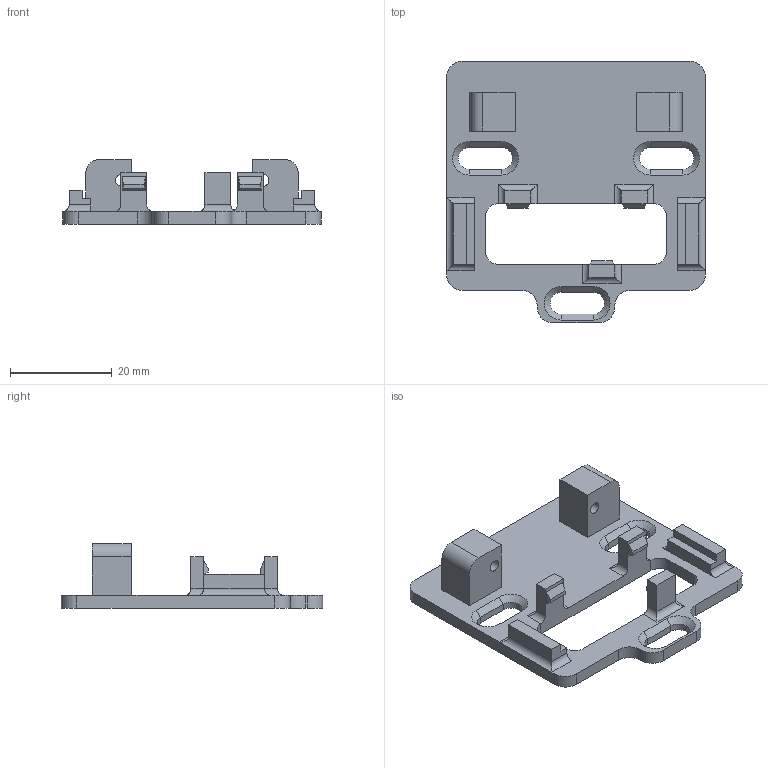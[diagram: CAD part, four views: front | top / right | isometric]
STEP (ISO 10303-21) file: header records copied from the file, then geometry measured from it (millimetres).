
FILE_DESCRIPTION(/* description */ (''),/* implementation_level */ '2;1');
FILE_NAME(/* name */ 'Servo.MountD.stp',/* time_stamp */ '2016-03-31T09:04:16-06:00',/* author */ (''),/* organization */ (''),/* preprocessor_version */ 'ST-DEVELOPER v16.2',/* originating_system */ 'Autodesk Translation Framework v4.3.0.3010',/* authorisation */ '');
FILE_SCHEMA (('AUTOMOTIVE_DESIGN { 1 0 10303 214 3 1 1 }'));
Length unit declared in the file: centimetre
Products named in the file (1): Mount D
Bounding box: 50.8 x 51.31 x 12.7 mm (x, y, z)
Volume: 6579.6 mm3; surface area: 5864.8 mm2
Topology: 1 solids, 1 shells, 120 faces, 311 edges, 198 vertices
Faces by surface type: plane 77, cylinder 37, cone 6
Full cylindrical faces by diameter (mm): 2.286 x2
Entity records: 3659 total; most frequent: CARTESIAN_POINT 628, DIRECTION 621, ORIENTED_EDGE 618, EDGE_CURVE 309, LINE 239, VECTOR 239, VERTEX_POINT 198, AXIS2_PLACEMENT_3D 191
